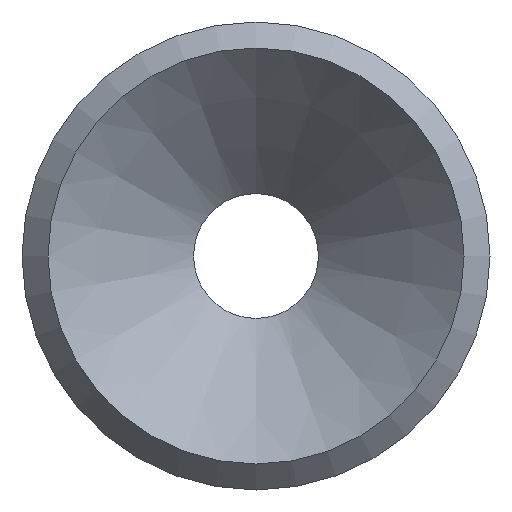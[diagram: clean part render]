
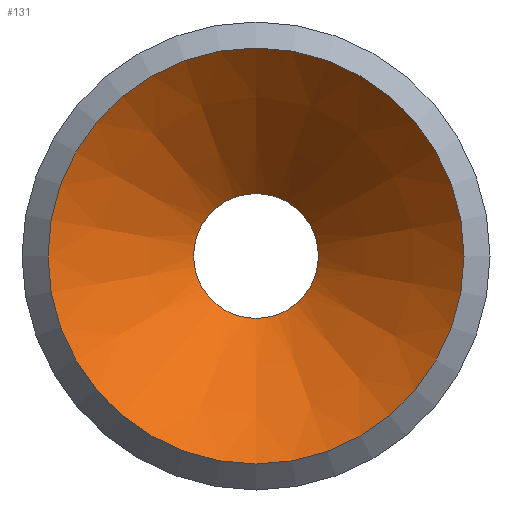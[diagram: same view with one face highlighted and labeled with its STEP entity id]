
A CAD part, front view. The second image highlights one B-rep face of the part: STEP entity #131.
In plain terms, the highlighted conical face has half-angle 45 degrees and reference radius 0.6 mm.
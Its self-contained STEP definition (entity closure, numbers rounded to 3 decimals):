
#24=CONICAL_SURFACE('',#157,0.6,0.785);
#30=ORIENTED_EDGE('',*,*,#52,.T.);
#31=ORIENTED_EDGE('',*,*,#50,.F.);
#50=EDGE_CURVE('',#61,#61,#72,.T.);
#52=EDGE_CURVE('',#63,#63,#74,.T.);
#61=VERTEX_POINT('',#225);
#63=VERTEX_POINT('',#230);
#72=CIRCLE('',#155,0.6);
#74=CIRCLE('',#158,2.);
#85=EDGE_LOOP('',(#30));
#86=EDGE_LOOP('',(#31));
#107=FACE_BOUND('',#85,.T.);
#108=FACE_BOUND('',#86,.T.);
#131=ADVANCED_FACE('',(#107,#108),#24,.F.);
#155=AXIS2_PLACEMENT_3D('',#224,#180,#181);
#157=AXIS2_PLACEMENT_3D('',#228,#184,#185);
#158=AXIS2_PLACEMENT_3D('',#229,#186,#187);
#180=DIRECTION('',(0.,-1.,0.));
#181=DIRECTION('',(0.,0.,-1.));
#184=DIRECTION('',(0.,-1.,0.));
#185=DIRECTION('',(0.,0.,-1.));
#186=DIRECTION('',(0.,-1.,0.));
#187=DIRECTION('',(0.,0.,-1.));
#224=CARTESIAN_POINT('',(0.,1.4,0.));
#225=CARTESIAN_POINT('',(0.,1.4,-0.6));
#228=CARTESIAN_POINT('',(0.,1.4,0.));
#229=CARTESIAN_POINT('',(0.,0.,0.));
#230=CARTESIAN_POINT('',(0.,0.,-2.));
